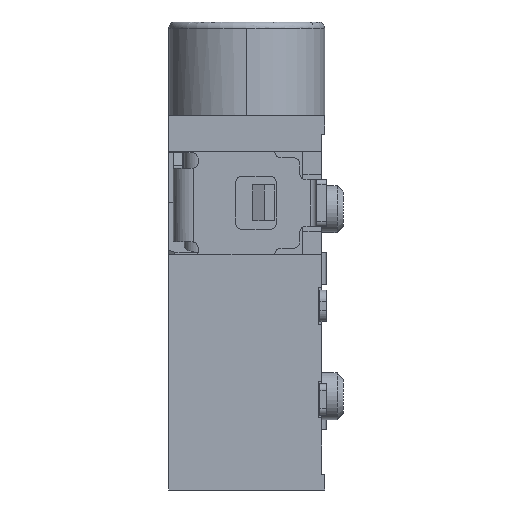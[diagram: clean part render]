
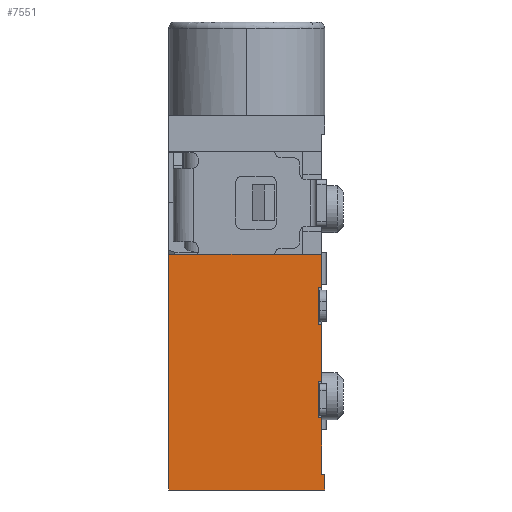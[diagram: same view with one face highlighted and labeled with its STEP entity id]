
A CAD part, left-side view. The second image highlights one B-rep face of the part: STEP entity #7551.
In plain terms, the highlighted planar face has unit normal (-1, 0, 0).
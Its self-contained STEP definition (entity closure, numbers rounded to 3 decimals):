
#136 = CARTESIAN_POINT ( 'NONE',  ( -5., -2.4, -12.68 ) ) ;
#274 = CARTESIAN_POINT ( 'NONE',  ( -5., -2.4, -10.3 ) ) ;
#339 = LINE ( 'NONE', #4961, #11808 ) ;
#532 = EDGE_CURVE ( 'NONE', #8857, #1533, #3903, .T. ) ;
#755 = EDGE_CURVE ( 'NONE', #11173, #14484, #12768, .T. ) ;
#798 = CARTESIAN_POINT ( 'NONE',  ( -5., -2.5, -14.5 ) ) ;
#1160 = CARTESIAN_POINT ( 'NONE',  ( -5., 0., -15. ) ) ;
#1264 = EDGE_CURVE ( 'NONE', #1533, #6781, #13112, .T. ) ;
#1276 = DIRECTION ( 'NONE',  ( 0., -1., 0. ) ) ;
#1287 = VECTOR ( 'NONE', #6259, 1000. ) ;
#1393 = ORIENTED_EDGE ( 'NONE', *, *, #3536, .F. ) ;
#1456 = AXIS2_PLACEMENT_3D ( 'NONE', #14441, #13248, #4064 ) ;
#1533 = VERTEX_POINT ( 'NONE', #4608 ) ;
#1608 = VECTOR ( 'NONE', #1276, 1000. ) ;
#1620 = VERTEX_POINT ( 'NONE', #136 ) ;
#1736 = VERTEX_POINT ( 'NONE', #798 ) ;
#1737 = LINE ( 'NONE', #9935, #6285 ) ;
#2170 = CARTESIAN_POINT ( 'NONE',  ( -5., -2.4, -7.45 ) ) ;
#2237 = EDGE_CURVE ( 'NONE', #6448, #10203, #5700, .T. ) ;
#2489 = VECTOR ( 'NONE', #8864, 1000. ) ;
#2491 = DIRECTION ( 'NONE',  ( 0., 1., 0. ) ) ;
#2525 = CARTESIAN_POINT ( 'NONE',  ( -5., -2.3, -10.3 ) ) ;
#2577 = EDGE_LOOP ( 'NONE', ( #14992, #3621, #12648, #14576, #6499, #11636, #9120, #5771, #14011, #12426, #8158, #7171, #1393, #6183 ) ) ;
#2838 = DIRECTION ( 'NONE',  ( 0., 0., -1. ) ) ;
#2911 = CARTESIAN_POINT ( 'NONE',  ( -5., -2.3, -12.68 ) ) ;
#3303 = CARTESIAN_POINT ( 'NONE',  ( -5., 2.5, -7.45 ) ) ;
#3307 = DIRECTION ( 'NONE',  ( 0., 0., 1. ) ) ;
#3536 = EDGE_CURVE ( 'NONE', #11988, #8857, #10543, .T. ) ;
#3621 = ORIENTED_EDGE ( 'NONE', *, *, #8358, .F. ) ;
#3754 = EDGE_CURVE ( 'NONE', #14484, #11988, #7861, .T. ) ;
#3878 = CARTESIAN_POINT ( 'NONE',  ( -5., 0., -12.68 ) ) ;
#3887 = CARTESIAN_POINT ( 'NONE',  ( -5., -2.4, -11.52 ) ) ;
#3903 = LINE ( 'NONE', #8696, #10787 ) ;
#4001 = LINE ( 'NONE', #8641, #12005 ) ;
#4064 = DIRECTION ( 'NONE',  ( 0., 0., -1. ) ) ;
#4107 = EDGE_CURVE ( 'NONE', #1620, #4316, #339, .T. ) ;
#4120 = CARTESIAN_POINT ( 'NONE',  ( -5., -2.5, -15. ) ) ;
#4316 = VERTEX_POINT ( 'NONE', #12776 ) ;
#4420 = CARTESIAN_POINT ( 'NONE',  ( -5., -2.3, -9.68 ) ) ;
#4608 = CARTESIAN_POINT ( 'NONE',  ( -5., -2.4, -8.52 ) ) ;
#4961 = CARTESIAN_POINT ( 'NONE',  ( -5., -2.4, -10.3 ) ) ;
#5223 = DIRECTION ( 'NONE',  ( 0., 0., -1. ) ) ;
#5312 = VERTEX_POINT ( 'NONE', #4420 ) ;
#5700 = LINE ( 'NONE', #14636, #8172 ) ;
#5771 = ORIENTED_EDGE ( 'NONE', *, *, #14281, .F. ) ;
#6012 = VERTEX_POINT ( 'NONE', #6066 ) ;
#6066 = CARTESIAN_POINT ( 'NONE',  ( -5., -2.4, -9.68 ) ) ;
#6183 = ORIENTED_EDGE ( 'NONE', *, *, #3754, .F. ) ;
#6259 = DIRECTION ( 'NONE',  ( 0., 0., -1. ) ) ;
#6261 = FACE_OUTER_BOUND ( 'NONE', #2577, .T. ) ;
#6285 = VECTOR ( 'NONE', #5223, 1000. ) ;
#6332 = VECTOR ( 'NONE', #8368, 1000. ) ;
#6334 = EDGE_CURVE ( 'NONE', #10203, #9194, #9291, .T. ) ;
#6448 = VERTEX_POINT ( 'NONE', #3887 ) ;
#6499 = ORIENTED_EDGE ( 'NONE', *, *, #9489, .F. ) ;
#6781 = VERTEX_POINT ( 'NONE', #13130 ) ;
#7171 = ORIENTED_EDGE ( 'NONE', *, *, #532, .F. ) ;
#7174 = LINE ( 'NONE', #274, #7879 ) ;
#7551 = ADVANCED_FACE ( 'NONE', ( #6261 ), #12040, .F. ) ;
#7851 = CARTESIAN_POINT ( 'NONE',  ( -5., 2.5, -15. ) ) ;
#7861 = LINE ( 'NONE', #14891, #9609 ) ;
#7879 = VECTOR ( 'NONE', #8399, 1000. ) ;
#8158 = ORIENTED_EDGE ( 'NONE', *, *, #1264, .F. ) ;
#8172 = VECTOR ( 'NONE', #13665, 1000. ) ;
#8358 = EDGE_CURVE ( 'NONE', #1736, #11173, #1737, .T. ) ;
#8368 = DIRECTION ( 'NONE',  ( 0., -1., 0. ) ) ;
#8399 = DIRECTION ( 'NONE',  ( 0., 0., -1. ) ) ;
#8641 = CARTESIAN_POINT ( 'NONE',  ( -5., -0.35, -14.5 ) ) ;
#8696 = CARTESIAN_POINT ( 'NONE',  ( -5., -2.4, -10.3 ) ) ;
#8857 = VERTEX_POINT ( 'NONE', #2170 ) ;
#8864 = DIRECTION ( 'NONE',  ( 0., -1., 0. ) ) ;
#9029 = CARTESIAN_POINT ( 'NONE',  ( -5., -2.3, -11.52 ) ) ;
#9088 = LINE ( 'NONE', #9165, #2489 ) ;
#9120 = ORIENTED_EDGE ( 'NONE', *, *, #2237, .F. ) ;
#9124 = DIRECTION ( 'NONE',  ( 0., 1., 0. ) ) ;
#9165 = CARTESIAN_POINT ( 'NONE',  ( -5., 0., -9.68 ) ) ;
#9194 = VERTEX_POINT ( 'NONE', #2911 ) ;
#9291 = LINE ( 'NONE', #2525, #13062 ) ;
#9489 = EDGE_CURVE ( 'NONE', #9194, #1620, #14254, .T. ) ;
#9609 = VECTOR ( 'NONE', #3307, 1000. ) ;
#9834 = DIRECTION ( 'NONE',  ( 0., 0., -1. ) ) ;
#9935 = CARTESIAN_POINT ( 'NONE',  ( -5., -2.5, -8. ) ) ;
#10203 = VERTEX_POINT ( 'NONE', #9029 ) ;
#10461 = EDGE_CURVE ( 'NONE', #5312, #6012, #9088, .T. ) ;
#10466 = CARTESIAN_POINT ( 'NONE',  ( -5., 0., -7.45 ) ) ;
#10543 = LINE ( 'NONE', #10466, #1608 ) ;
#10567 = VECTOR ( 'NONE', #2491, 1000. ) ;
#10779 = EDGE_CURVE ( 'NONE', #6781, #5312, #13166, .T. ) ;
#10787 = VECTOR ( 'NONE', #9834, 1000. ) ;
#11173 = VERTEX_POINT ( 'NONE', #4120 ) ;
#11636 = ORIENTED_EDGE ( 'NONE', *, *, #6334, .F. ) ;
#11808 = VECTOR ( 'NONE', #2838, 1000. ) ;
#11988 = VERTEX_POINT ( 'NONE', #3303 ) ;
#12005 = VECTOR ( 'NONE', #12281, 1000. ) ;
#12040 = PLANE ( 'NONE',  #1456 ) ;
#12186 = CARTESIAN_POINT ( 'NONE',  ( -5., -2.3, -10.3 ) ) ;
#12281 = DIRECTION ( 'NONE',  ( 0., 1., 0. ) ) ;
#12426 = ORIENTED_EDGE ( 'NONE', *, *, #10779, .F. ) ;
#12648 = ORIENTED_EDGE ( 'NONE', *, *, #14021, .T. ) ;
#12768 = LINE ( 'NONE', #1160, #14151 ) ;
#12776 = CARTESIAN_POINT ( 'NONE',  ( -5., -2.4, -14.5 ) ) ;
#13062 = VECTOR ( 'NONE', #13902, 1000. ) ;
#13112 = LINE ( 'NONE', #14159, #10567 ) ;
#13130 = CARTESIAN_POINT ( 'NONE',  ( -5., -2.3, -8.52 ) ) ;
#13166 = LINE ( 'NONE', #12186, #1287 ) ;
#13248 = DIRECTION ( 'NONE',  ( 1., 0., 0. ) ) ;
#13665 = DIRECTION ( 'NONE',  ( 0., 1., 0. ) ) ;
#13902 = DIRECTION ( 'NONE',  ( 0., 0., -1. ) ) ;
#14011 = ORIENTED_EDGE ( 'NONE', *, *, #10461, .F. ) ;
#14021 = EDGE_CURVE ( 'NONE', #1736, #4316, #4001, .T. ) ;
#14151 = VECTOR ( 'NONE', #9124, 1000. ) ;
#14159 = CARTESIAN_POINT ( 'NONE',  ( -5., 0., -8.52 ) ) ;
#14254 = LINE ( 'NONE', #3878, #6332 ) ;
#14281 = EDGE_CURVE ( 'NONE', #6012, #6448, #7174, .T. ) ;
#14441 = CARTESIAN_POINT ( 'NONE',  ( -5., 0., -10.3 ) ) ;
#14484 = VERTEX_POINT ( 'NONE', #7851 ) ;
#14576 = ORIENTED_EDGE ( 'NONE', *, *, #4107, .F. ) ;
#14636 = CARTESIAN_POINT ( 'NONE',  ( -5., 0., -11.52 ) ) ;
#14891 = CARTESIAN_POINT ( 'NONE',  ( -5., 2.5, -8. ) ) ;
#14992 = ORIENTED_EDGE ( 'NONE', *, *, #755, .F. ) ;
